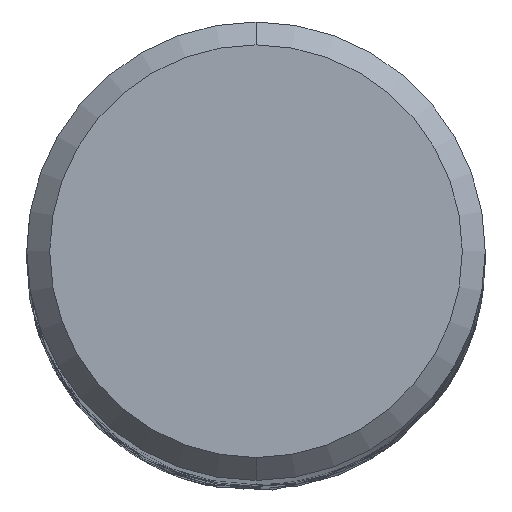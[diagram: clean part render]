
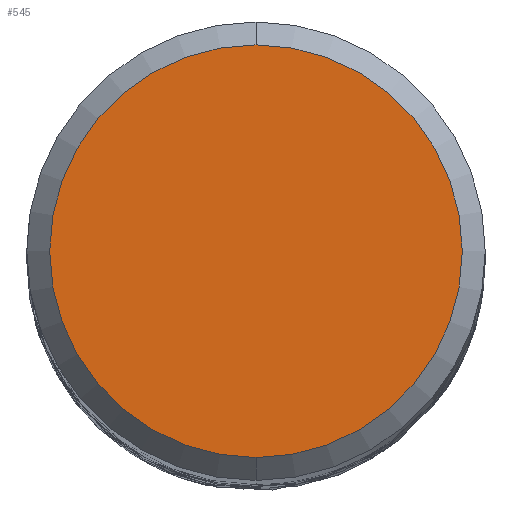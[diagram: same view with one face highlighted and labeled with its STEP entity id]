
A CAD part, top view. The second image highlights one B-rep face of the part: STEP entity #545.
In plain terms, the highlighted planar face has unit normal (0, 0, 1).
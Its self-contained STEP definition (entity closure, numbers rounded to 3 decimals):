
#369=EDGE_CURVE('',#527,#387,#975,.T.);
#387=VERTEX_POINT('',#994);
#527=VERTEX_POINT('',#1146);
#545=ADVANCED_FACE('',(#1164),#1165,.T.);
#779=EDGE_CURVE('',#387,#527,#1421,.T.);
#975=CIRCLE('',#3145,5.4);
#994=CARTESIAN_POINT('',(0.0,5.4,0.0));
#1146=CARTESIAN_POINT('',(0.,-5.4,0.0));
#1164=FACE_OUTER_BOUND('',#5292,.T.);
#1165=PLANE('',#5293);
#1421=CIRCLE('',#8824,5.4);
#3145=AXIS2_PLACEMENT_3D('',#9530,#9531,#9532);
#5292=EDGE_LOOP('',(#9695,#9696));
#5293=AXIS2_PLACEMENT_3D('',#9697,#9698,#9699);
#8824=AXIS2_PLACEMENT_3D('',#9930,#9931,#9932);
#9530=CARTESIAN_POINT('',(0.0,0.0,0.0));
#9531=DIRECTION('',(0.0,0.0,-1.0));
#9532=DIRECTION('',(0.0,1.0,0.0));
#9695=ORIENTED_EDGE('',*,*,#779,.F.);
#9696=ORIENTED_EDGE('',*,*,#369,.F.);
#9697=CARTESIAN_POINT('',(0.0,2.7,0.0));
#9698=DIRECTION('',(-0.0,0.0,1.0));
#9699=DIRECTION('',(0.0,-1.0,0.0));
#9930=CARTESIAN_POINT('',(0.0,0.0,0.0));
#9931=DIRECTION('',(0.0,0.0,-1.0));
#9932=DIRECTION('',(0.0,1.0,0.0));
